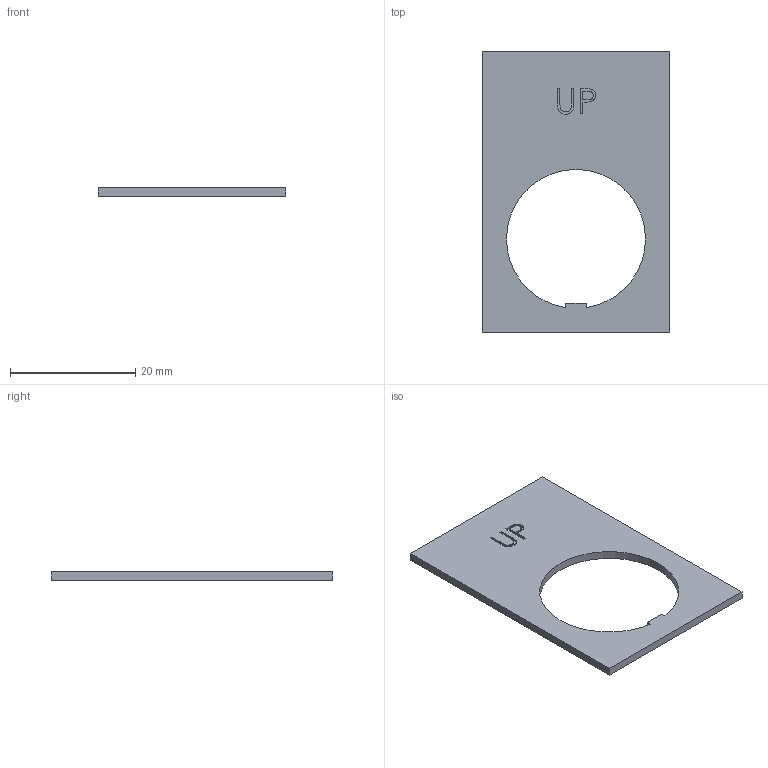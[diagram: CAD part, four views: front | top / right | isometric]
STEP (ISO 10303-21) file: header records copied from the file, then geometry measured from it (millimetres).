
FILE_DESCRIPTION (( 'STEP AP214' ), '1' );
FILE_NAME ('E22NS35.step', '2018-07-05T19:29:00', ( '' ), ( '' ), 'SwSTEP 2.0', 'SolidWorks 2017', '' );
FILE_SCHEMA (( 'AUTOMOTIVE_DESIGN' ));
Length unit declared in the file: millimetre
Products named in the file (1): E22NS35
Bounding box: 30 x 45 x 1.3 mm (x, y, z)
Volume: 1253.3 mm3; surface area: 2227.3 mm2
Topology: 1 solids, 1 shells, 42 faces, 111 edges, 74 vertices
Faces by surface type: plane 26, bspline 13, cylinder 3
Entity records: 2017 total; most frequent: CARTESIAN_POINT 1017, ORIENTED_EDGE 222, DIRECTION 151, EDGE_CURVE 111, LINE 79, VECTOR 79, VERTEX_POINT 74, EDGE_LOOP 47
